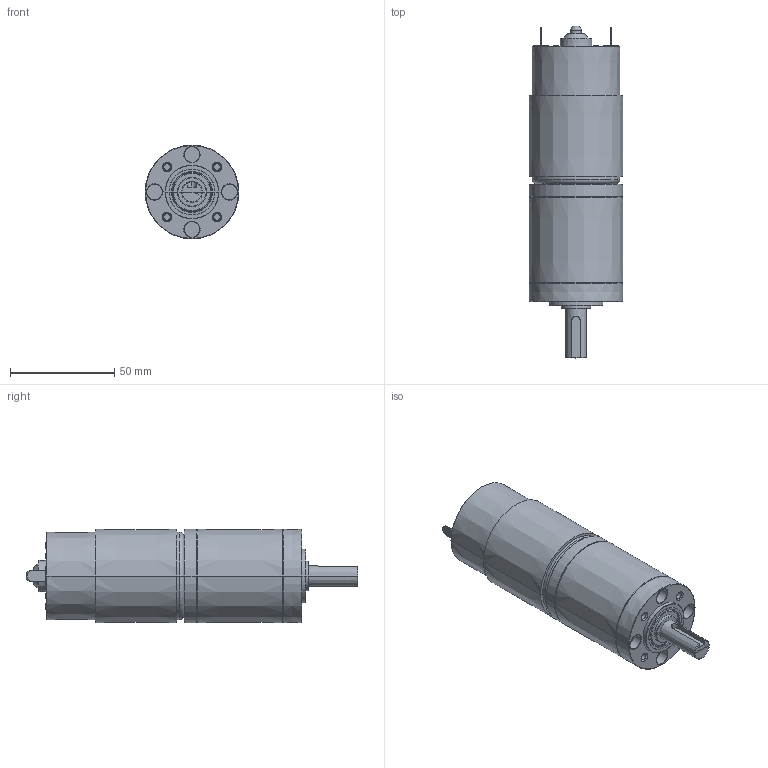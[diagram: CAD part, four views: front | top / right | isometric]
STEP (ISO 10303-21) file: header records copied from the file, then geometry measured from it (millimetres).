
FILE_DESCRIPTION (( 'STEP AP203' ), '1' );
FILE_NAME ('DC PLANET GEARED MOTOR MPG45775246000-71.2K.STEP', '2022-03-12T20:11:03', ( '' ), ( '' ), 'SwSTEP 2.0', 'SolidWorks 2018', '' );
FILE_SCHEMA (( 'CONFIG_CONTROL_DESIGN' ));
Length unit declared in the file: millimetre
Products named in the file (1): DC PLANET GEARED MOTOR MPG45775246000-71.2K
Bounding box: 45 x 159.57 x 45 mm (x, y, z)
Volume: 191453 mm3; surface area: 24695.9 mm2
Topology: 1 solids, 3 shells, 252 faces, 566 edges, 334 vertices
Faces by surface type: cone 90, bspline 67, plane 52, torus 29, cylinder 14
Entity records: 23375 total; most frequent: CARTESIAN_POINT 18238, ORIENTED_EDGE 1124, DIRECTION 892, EDGE_CURVE 562, AXIS2_PLACEMENT_3D 350, VERTEX_POINT 334, EDGE_LOOP 270, FACE_OUTER_BOUND 252
